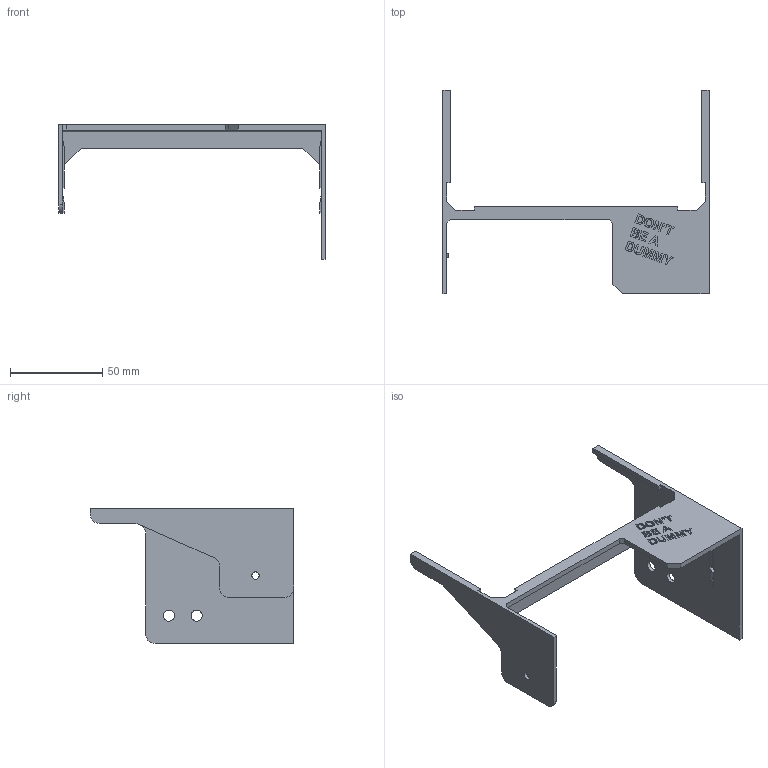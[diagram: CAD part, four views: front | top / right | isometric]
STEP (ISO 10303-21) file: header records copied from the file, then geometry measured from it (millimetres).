
FILE_DESCRIPTION(/* description */ (''),/* implementation_level */ '2;1');
FILE_NAME(/* name */ 'MEANWELL BRACKET.step',/* time_stamp */ '2025-12-07T00:32:52Z',/* author */ (''),/* organization */ (''),/* preprocessor_version */ 'ST-DEVELOPER v20.1',/* originating_system */ 'Autodesk Translation Framework v14.21.0.0',/* authorisation */ '');
FILE_SCHEMA (('AUTOMOTIVE_DESIGN { 1 0 10303 214 3 1 1 }'));
Length unit declared in the file: millimetre
Products named in the file (1): MEANWELL BRACKET
Bounding box: 144 x 110 x 73 mm (x, y, z)
Volume: 30345.5 mm3; surface area: 29633.4 mm2
Topology: 1 solids, 1 shells, 289 faces, 803 edges, 534 vertices
Faces by surface type: plane 186, bspline 88, cylinder 13, cone 2
Full cylindrical faces by diameter (mm): 4 x2, 6 x2
Entity records: 10343 total; most frequent: CARTESIAN_POINT 3468, ORIENTED_EDGE 1606, DIRECTION 1063, EDGE_CURVE 803, LINE 587, VECTOR 587, VERTEX_POINT 534, EDGE_LOOP 315
